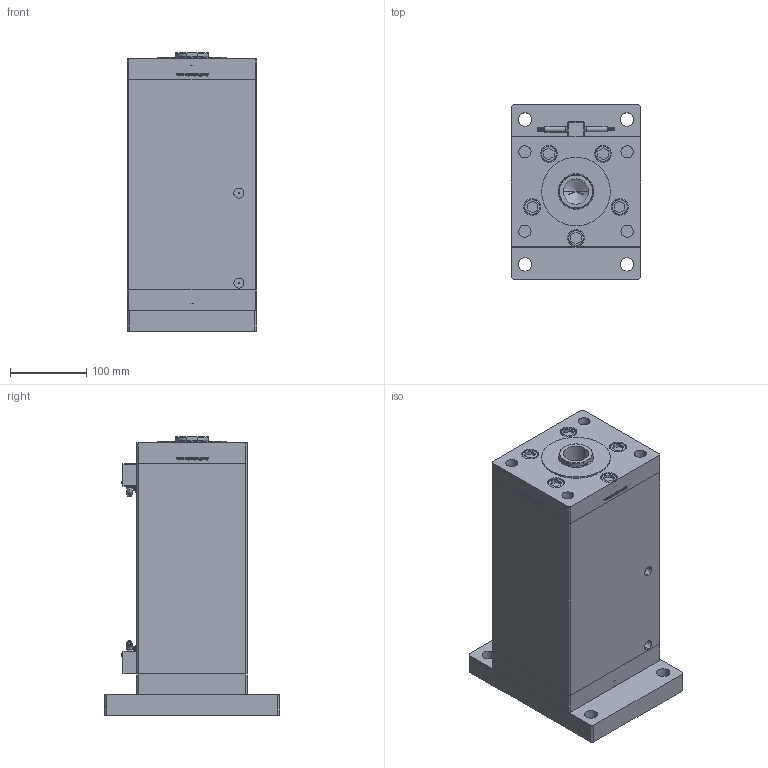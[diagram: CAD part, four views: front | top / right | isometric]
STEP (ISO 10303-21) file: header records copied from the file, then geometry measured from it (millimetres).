
FILE_DESCRIPTION (( 'STEP AP203' ), '1' );
FILE_NAME ('4230.STEP', '2020-10-09T00:35:44', ( '' ), ( '' ), 'SwSTEP 2.0', 'SolidWorks 2019', '' );
FILE_SCHEMA (( 'CONFIG_CONTROL_DESIGN' ));
Length unit declared in the file: millimetre
Products named in the file (8): V220C_FRONT_G 8679c5ef912aa8049418a63dc7c57cbe; V220C BACK_G 8679c5ef912aa8049418a63dc7c57cbe; ALLEN BOLT 8679c5ef912aa8049418a63dc7c57cbe; 4230; V220C_G_MIDDLE 8679c5ef912aa8049418a63dc7c57cbe; V220C_F 8679c5ef912aa8049418a63dc7c57cbe; Magnetic_Switch_MSU4 8679c5ef912aa8049418a63dc7c57cbe; V220C_G_VC 8679c5ef912aa8049418a63dc7c57cbe
Assembly tree (21 placements, depth 2):
  4230
    V220C BACK_G 8679c5ef912aa8049418a63dc7c57cbe
    V220C_FRONT_G 8679c5ef912aa8049418a63dc7c57cbe
    V220C_G_MIDDLE 8679c5ef912aa8049418a63dc7c57cbe
    V220C_G_VC 8679c5ef912aa8049418a63dc7c57cbe
    Magnetic_Switch_MSU4 8679c5ef912aa8049418a63dc7c57cbe  x2
    ALLEN BOLT 8679c5ef912aa8049418a63dc7c57cbe  x14
    V220C_F 8679c5ef912aa8049418a63dc7c57cbe
Bounding box: 170 x 230 x 365 mm (x, y, z)
Volume: 7677428 mm3; surface area: 681896.3 mm2
Topology: 21 solids, 23 shells, 1509 faces, 3685 edges, 2383 vertices
Faces by surface type: plane 594, bspline 484, cylinder 275, cone 68, torus 64, sphere 24
Entity records: 56398 total; most frequent: CARTESIAN_POINT 30893, ORIENTED_EDGE 5696, DIRECTION 3586, EDGE_CURVE 2848, VERTEX_POINT 1882, LINE 1468, VECTOR 1468, EDGE_LOOP 1320
